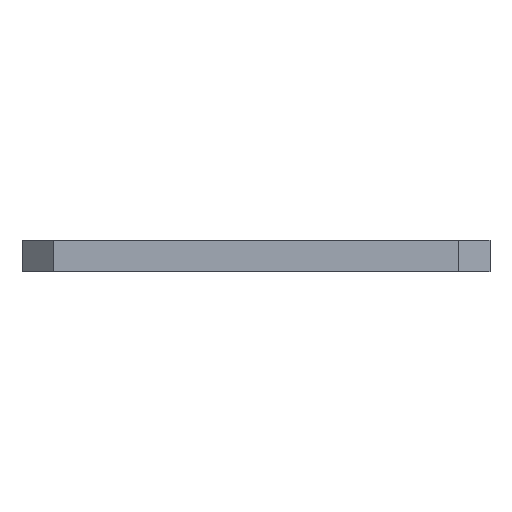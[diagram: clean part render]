
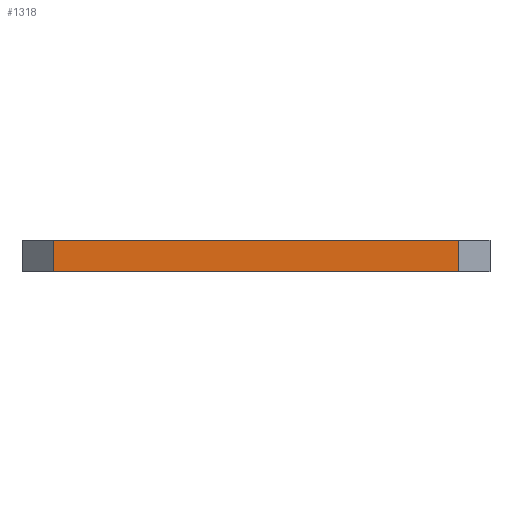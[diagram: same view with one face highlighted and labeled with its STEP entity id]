
A CAD part, front view. The second image highlights one B-rep face of the part: STEP entity #1318.
In plain terms, the highlighted planar face has unit normal (0, -1, 0).
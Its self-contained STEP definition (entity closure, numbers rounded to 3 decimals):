
#3 = DIRECTION ( 'NONE',  ( 1., 0., 0. ) ) ;
#20 = EDGE_CURVE ( 'NONE', #723, #1131, #1181, .T. ) ;
#48 = EDGE_CURVE ( 'NONE', #1131, #1463, #1646, .T. ) ;
#180 = VECTOR ( 'NONE', #1001, 1000. ) ;
#202 = VECTOR ( 'NONE', #3, 1000. ) ;
#331 = CARTESIAN_POINT ( 'NONE',  ( 13., -20., 2. ) ) ;
#343 = VECTOR ( 'NONE', #1126, 1000. ) ;
#356 = CARTESIAN_POINT ( 'NONE',  ( -13., -20., 2. ) ) ;
#386 = CARTESIAN_POINT ( 'NONE',  ( -13., -20., 2. ) ) ;
#482 = DIRECTION ( 'NONE',  ( 0., 1., 0. ) ) ;
#499 = VERTEX_POINT ( 'NONE', #331 ) ;
#535 = EDGE_CURVE ( 'NONE', #1463, #499, #1298, .T. ) ;
#565 = AXIS2_PLACEMENT_3D ( 'NONE', #1517, #482, #1388 ) ;
#575 = EDGE_LOOP ( 'NONE', ( #1035, #1161, #722, #1325 ) ) ;
#615 = CARTESIAN_POINT ( 'NONE',  ( -13., -20., 0. ) ) ;
#720 = DIRECTION ( 'NONE',  ( 0., 0., 1. ) ) ;
#722 = ORIENTED_EDGE ( 'NONE', *, *, #48, .T. ) ;
#723 = VERTEX_POINT ( 'NONE', #386 ) ;
#777 = EDGE_CURVE ( 'NONE', #723, #499, #1258, .T. ) ;
#842 = VECTOR ( 'NONE', #720, 1000. ) ;
#878 = CARTESIAN_POINT ( 'NONE',  ( -15., -20., 0. ) ) ;
#1001 = DIRECTION ( 'NONE',  ( 0., 0., -1. ) ) ;
#1013 = FACE_OUTER_BOUND ( 'NONE', #575, .T. ) ;
#1035 = ORIENTED_EDGE ( 'NONE', *, *, #777, .F. ) ;
#1126 = DIRECTION ( 'NONE',  ( 1., 0., 0. ) ) ;
#1131 = VERTEX_POINT ( 'NONE', #615 ) ;
#1152 = PLANE ( 'NONE',  #565 ) ;
#1161 = ORIENTED_EDGE ( 'NONE', *, *, #20, .T. ) ;
#1181 = LINE ( 'NONE', #356, #180 ) ;
#1258 = LINE ( 'NONE', #1286, #202 ) ;
#1286 = CARTESIAN_POINT ( 'NONE',  ( -15., -20., 2. ) ) ;
#1298 = LINE ( 'NONE', #1503, #842 ) ;
#1318 = ADVANCED_FACE ( 'NONE', ( #1013 ), #1152, .F. ) ;
#1325 = ORIENTED_EDGE ( 'NONE', *, *, #535, .T. ) ;
#1388 = DIRECTION ( 'NONE',  ( 0., 0., 1. ) ) ;
#1458 = CARTESIAN_POINT ( 'NONE',  ( 13., -20., 0. ) ) ;
#1463 = VERTEX_POINT ( 'NONE', #1458 ) ;
#1503 = CARTESIAN_POINT ( 'NONE',  ( 13., -20., 2. ) ) ;
#1517 = CARTESIAN_POINT ( 'NONE',  ( -15., -20., 2. ) ) ;
#1646 = LINE ( 'NONE', #878, #343 ) ;
